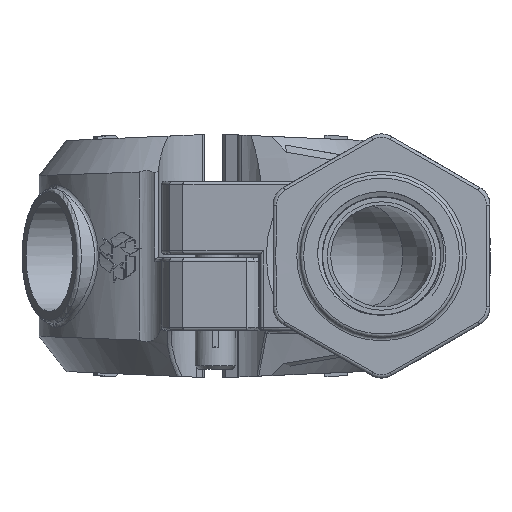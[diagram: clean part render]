
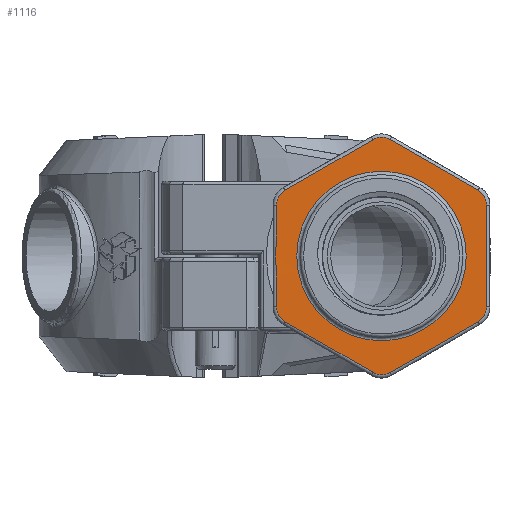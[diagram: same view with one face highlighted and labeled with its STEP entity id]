
A CAD part, front view. The second image highlights one B-rep face of the part: STEP entity #1116.
In plain terms, the highlighted planar face has unit normal (0, -1, 0).
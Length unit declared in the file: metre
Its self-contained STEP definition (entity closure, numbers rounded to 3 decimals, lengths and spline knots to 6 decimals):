
#1116=ADVANCED_FACE('',(#3213,#3214),#3215,.F.);
#3213=FACE_BOUND('',#6748,.T.);
#3214=FACE_OUTER_BOUND('',#6749,.T.);
#3215=PLANE('',#6750);
#6748=EDGE_LOOP('',(#118224));
#6749=EDGE_LOOP('',(#118225,#118226,#118227,#118228,#118229,#118230,#118231,#118232,#118233,#118234,#118235,#118236,#118237,#118238));
#6750=AXIS2_PLACEMENT_3D('',#118239,#118240,#118241);
#118224=ORIENTED_EDGE('',*,*,#127389,.T.);
#118225=ORIENTED_EDGE('',*,*,#127390,.F.);
#118226=ORIENTED_EDGE('',*,*,#127391,.T.);
#118227=ORIENTED_EDGE('',*,*,#127380,.T.);
#118228=ORIENTED_EDGE('',*,*,#127377,.T.);
#118229=ORIENTED_EDGE('',*,*,#127392,.T.);
#118230=ORIENTED_EDGE('',*,*,#127372,.T.);
#118231=ORIENTED_EDGE('',*,*,#127393,.T.);
#118232=ORIENTED_EDGE('',*,*,#127384,.T.);
#118233=ORIENTED_EDGE('',*,*,#127394,.T.);
#118234=ORIENTED_EDGE('',*,*,#127364,.T.);
#118235=ORIENTED_EDGE('',*,*,#127395,.T.);
#118236=ORIENTED_EDGE('',*,*,#127367,.T.);
#118237=ORIENTED_EDGE('',*,*,#127360,.T.);
#118238=ORIENTED_EDGE('',*,*,#127396,.T.);
#118239=CARTESIAN_POINT('',(2.742925,-0.233088,0.020804));
#118240=DIRECTION('',(0.,1.0,0.));
#118241=DIRECTION('',(0.,0.,-1.0));
#127360=EDGE_CURVE('',#131253,#131257,#131259,.F.);
#127364=EDGE_CURVE('',#131264,#131262,#131265,.F.);
#127367=EDGE_CURVE('',#131268,#131253,#131269,.F.);
#127372=EDGE_CURVE('',#131276,#131274,#131277,.F.);
#127377=EDGE_CURVE('',#131285,#131283,#131286,.F.);
#127380=EDGE_CURVE('',#131289,#131285,#131290,.F.);
#127384=EDGE_CURVE('',#131295,#131296,#131297,.T.);
#127389=EDGE_CURVE('',#131302,#131302,#131303,.T.);
#127390=EDGE_CURVE('',#131304,#131305,#131306,.F.);
#127391=EDGE_CURVE('',#131304,#131289,#131307,.T.);
#127392=EDGE_CURVE('',#131283,#131276,#131308,.F.);
#127393=EDGE_CURVE('',#131274,#131295,#131309,.F.);
#127394=EDGE_CURVE('',#131296,#131264,#131310,.F.);
#127395=EDGE_CURVE('',#131262,#131268,#131311,.F.);
#127396=EDGE_CURVE('',#131257,#131305,#131312,.T.);
#131253=VERTEX_POINT('',#137581);
#131257=VERTEX_POINT('',#137585);
#131259=CIRCLE('',#137587,0.0025);
#131262=VERTEX_POINT('',#137591);
#131264=VERTEX_POINT('',#137593);
#131265=LINE('',#137594,#137595);
#131268=VERTEX_POINT('',#137598);
#131269=LINE('',#137599,#137600);
#131274=VERTEX_POINT('',#137606);
#131276=VERTEX_POINT('',#137608);
#131277=LINE('',#137609,#137610);
#131283=VERTEX_POINT('',#137617);
#131285=VERTEX_POINT('',#137619);
#131286=LINE('',#137620,#137621);
#131289=VERTEX_POINT('',#137624);
#131290=CIRCLE('',#137625,0.0025);
#131295=VERTEX_POINT('',#137630);
#131296=VERTEX_POINT('',#137631);
#131297=LINE('',#137632,#137633);
#131302=VERTEX_POINT('',#137639);
#131303=CIRCLE('',#137640,0.0125);
#131304=VERTEX_POINT('',#137641);
#131305=VERTEX_POINT('',#137642);
#131306=B_SPLINE_CURVE_WITH_KNOTS('',3,(#137643,#137644,#137645,#137646,#137647,#137648,#137649,#137650,#137651,#137652,#137653,#137654,#137655,#137656),.UNSPECIFIED.,.F.,.F.,(4,1,1,1,1,1,1,1,1,1,1,4),(0.0,0.091092,0.182074,0.272971,0.363807,0.454606,0.545394,0.636193,0.727029,0.817926,0.908908,1.0),.UNSPECIFIED.);
#131307=LINE('',#137657,#137658);
#131308=CIRCLE('',#137659,0.0025);
#131309=CIRCLE('',#137660,0.0025);
#131310=CIRCLE('',#137661,0.0025);
#131311=CIRCLE('',#137662,0.0025);
#131312=LINE('',#137663,#137664);
#137581=CARTESIAN_POINT('',(2.728675,-0.233088,0.030475));
#137585=CARTESIAN_POINT('',(2.727425,-0.233088,0.02831));
#137587=AXIS2_PLACEMENT_3D('',#152401,#152402,#152403);
#137591=CARTESIAN_POINT('',(2.744175,-0.233088,0.03798));
#137593=CARTESIAN_POINT('',(2.757175,-0.233088,0.030475));
#137594=CARTESIAN_POINT('',(2.744175,-0.233088,0.03798));
#137595=VECTOR('',#152408,1.0);
#137598=CARTESIAN_POINT('',(2.741675,-0.233088,0.03798));
#137599=CARTESIAN_POINT('',(2.728675,-0.233088,0.030475));
#137600=VECTOR('',#152412,1.0);
#137606=CARTESIAN_POINT('',(2.757175,-0.233088,0.011133));
#137608=CARTESIAN_POINT('',(2.744175,-0.233088,0.003628));
#137609=CARTESIAN_POINT('',(2.757175,-0.233088,0.011133));
#137610=VECTOR('',#152420,1.0);
#137617=CARTESIAN_POINT('',(2.741675,-0.233088,0.003628));
#137619=CARTESIAN_POINT('',(2.728675,-0.233088,0.011133));
#137620=CARTESIAN_POINT('',(2.741675,-0.233088,0.003628));
#137621=VECTOR('',#152428,1.0);
#137624=CARTESIAN_POINT('',(2.727425,-0.233088,0.013299));
#137625=AXIS2_PLACEMENT_3D('',#152432,#152433,#152434);
#137630=CARTESIAN_POINT('',(2.758425,-0.233088,0.013299));
#137631=CARTESIAN_POINT('',(2.758425,-0.233088,0.02831));
#137632=CARTESIAN_POINT('',(2.758425,-0.233088,0.02831));
#137633=VECTOR('',#152441,1.0);
#137639=CARTESIAN_POINT('',(2.755425,-0.233088,0.020804));
#137640=AXIS2_PLACEMENT_3D('',#152449,#152450,#152451);
#137641=CARTESIAN_POINT('',(2.727425,-0.233088,0.018009));
#137642=CARTESIAN_POINT('',(2.727425,-0.233088,0.023599));
#137643=CARTESIAN_POINT('',(2.727425,-0.233088,0.023599));
#137644=CARTESIAN_POINT('',(2.72741,-0.233088,0.02343));
#137645=CARTESIAN_POINT('',(2.727381,-0.233087,0.023091));
#137646=CARTESIAN_POINT('',(2.727349,-0.233083,0.022583));
#137647=CARTESIAN_POINT('',(2.727324,-0.233078,0.022075));
#137648=CARTESIAN_POINT('',(2.727308,-0.233074,0.021566));
#137649=CARTESIAN_POINT('',(2.7273,-0.233072,0.021058));
#137650=CARTESIAN_POINT('',(2.7273,-0.233072,0.02055));
#137651=CARTESIAN_POINT('',(2.727308,-0.233074,0.020042));
#137652=CARTESIAN_POINT('',(2.727324,-0.233078,0.019533));
#137653=CARTESIAN_POINT('',(2.727349,-0.233083,0.019025));
#137654=CARTESIAN_POINT('',(2.727381,-0.233087,0.018517));
#137655=CARTESIAN_POINT('',(2.72741,-0.233088,0.018178));
#137656=CARTESIAN_POINT('',(2.727425,-0.233088,0.018009));
#137657=CARTESIAN_POINT('',(2.727425,-0.233088,0.013299));
#137658=VECTOR('',#152452,1.0);
#137659=AXIS2_PLACEMENT_3D('',#152453,#152454,#152455);
#137660=AXIS2_PLACEMENT_3D('',#152456,#152457,#152458);
#137661=AXIS2_PLACEMENT_3D('',#152459,#152460,#152461);
#137662=AXIS2_PLACEMENT_3D('',#152462,#152463,#152464);
#137663=CARTESIAN_POINT('',(2.727425,-0.233088,0.013299));
#137664=VECTOR('',#152465,1.0);
#152401=CARTESIAN_POINT('',(2.729925,-0.233088,0.02831));
#152402=DIRECTION('',(0.,1.0,0.));
#152403=DIRECTION('',(0.,0.,-1.0));
#152408=DIRECTION('',(0.866,0.,-0.5));
#152412=DIRECTION('',(0.866,0.,0.5));
#152420=DIRECTION('',(-0.866,0.,-0.5));
#152428=DIRECTION('',(-0.866,0.,0.5));
#152432=CARTESIAN_POINT('',(2.729925,-0.233088,0.013299));
#152433=DIRECTION('',(0.,1.0,0.));
#152434=DIRECTION('',(0.,0.,-1.0));
#152441=DIRECTION('',(0.,0.,1.0));
#152449=CARTESIAN_POINT('',(2.742925,-0.233088,0.020804));
#152450=DIRECTION('',(0.,1.0,0.));
#152451=DIRECTION('',(1.0,0.,0.));
#152452=DIRECTION('',(0.,0.,-1.0));
#152453=CARTESIAN_POINT('',(2.742925,-0.233088,0.005793));
#152454=DIRECTION('',(0.,1.0,0.));
#152455=DIRECTION('',(0.,0.,-1.0));
#152456=CARTESIAN_POINT('',(2.755925,-0.233088,0.013299));
#152457=DIRECTION('',(0.,1.0,0.));
#152458=DIRECTION('',(0.,0.,-1.0));
#152459=CARTESIAN_POINT('',(2.755925,-0.233088,0.02831));
#152460=DIRECTION('',(0.,1.0,0.));
#152461=DIRECTION('',(0.,0.,-1.0));
#152462=CARTESIAN_POINT('',(2.742925,-0.233088,0.035815));
#152463=DIRECTION('',(0.,1.0,0.));
#152464=DIRECTION('',(0.,0.,-1.0));
#152465=DIRECTION('',(0.,0.,-1.0));
